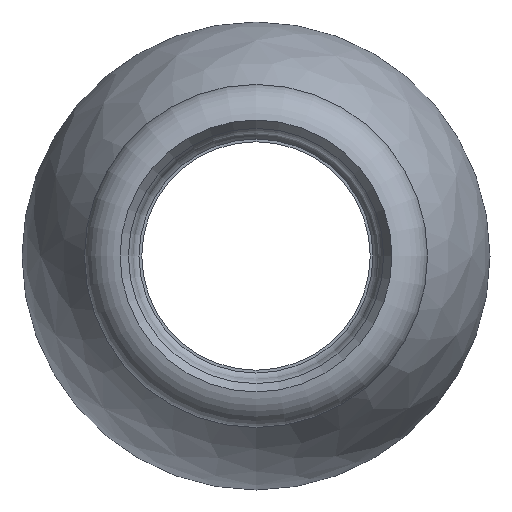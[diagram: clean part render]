
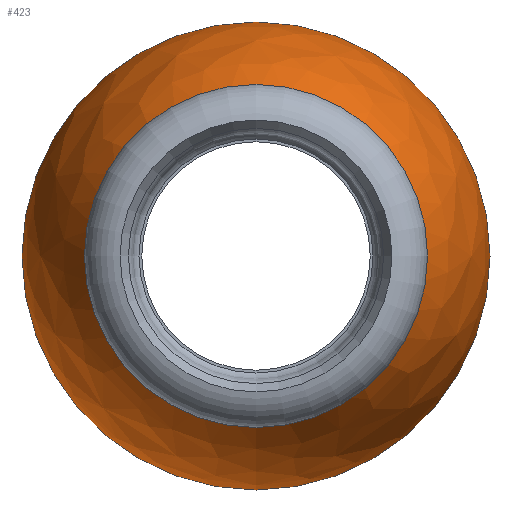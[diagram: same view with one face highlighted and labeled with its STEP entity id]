
A CAD part, left-side view. The second image highlights one B-rep face of the part: STEP entity #423.
In plain terms, the highlighted free-form (B-spline) face has degree [2, 2] with [3, 9] control points.
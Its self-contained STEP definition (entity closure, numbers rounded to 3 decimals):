
#16=(
BOUNDED_SURFACE()
B_SPLINE_SURFACE(2,2,((#839,#840,#841,#842,#843,#844,#845,#846,#847),(#848,
#849,#850,#851,#852,#853,#854,#855,#856),(#857,#858,#859,#860,#861,#862,
#863,#864,#865)),.UNSPECIFIED.,.F.,.T.,.F.)
B_SPLINE_SURFACE_WITH_KNOTS((3,3),(3,2,2,2,3),(0.,0.558),
(-3.142,-1.571,0.,1.571,3.142),
 .UNSPECIFIED.)
GEOMETRIC_REPRESENTATION_ITEM()
RATIONAL_B_SPLINE_SURFACE(((1.,0.707,1.,0.707,1.,
0.707,1.,0.707,1.),(0.961,0.68,
0.961,0.68,0.961,0.68,0.961,
0.68,0.961),(1.,0.707,1.,0.707,
1.,0.707,1.,0.707,1.)))
REPRESENTATION_ITEM('')
SURFACE()
);
#66=FACE_OUTER_BOUND('',#88,.T.);
#88=EDGE_LOOP('',(#385,#386,#387,#388,#389,#390));
#142=CIRCLE('',#514,21.);
#143=CIRCLE('',#515,21.);
#144=CIRCLE('',#516,14.504);
#145=CIRCLE('',#517,14.504);
#146=CIRCLE('',#518,42.839);
#193=VERTEX_POINT('',#834);
#194=VERTEX_POINT('',#835);
#195=VERTEX_POINT('',#866);
#196=VERTEX_POINT('',#867);
#257=EDGE_CURVE('',#193,#194,#142,.T.);
#258=EDGE_CURVE('',#194,#193,#143,.T.);
#260=EDGE_CURVE('',#195,#196,#144,.T.);
#261=EDGE_CURVE('',#196,#195,#145,.T.);
#262=EDGE_CURVE('',#196,#194,#146,.T.);
#385=ORIENTED_EDGE('',*,*,#260,.F.);
#386=ORIENTED_EDGE('',*,*,#261,.F.);
#387=ORIENTED_EDGE('',*,*,#262,.T.);
#388=ORIENTED_EDGE('',*,*,#258,.T.);
#389=ORIENTED_EDGE('',*,*,#257,.T.);
#390=ORIENTED_EDGE('',*,*,#262,.F.);
#423=ADVANCED_FACE('',(#66),#16,.F.);
#514=AXIS2_PLACEMENT_3D('',#836,#669,#670);
#515=AXIS2_PLACEMENT_3D('',#837,#671,#672);
#516=AXIS2_PLACEMENT_3D('',#868,#674,#675);
#517=AXIS2_PLACEMENT_3D('',#869,#676,#677);
#518=AXIS2_PLACEMENT_3D('',#870,#678,#679);
#669=DIRECTION('center_axis',(-1.,0.,0.));
#670=DIRECTION('ref_axis',(0.,0.,1.));
#671=DIRECTION('center_axis',(-1.,0.,0.));
#672=DIRECTION('ref_axis',(0.,0.,1.));
#674=DIRECTION('center_axis',(-1.,0.,0.));
#675=DIRECTION('ref_axis',(0.,0.,1.));
#676=DIRECTION('center_axis',(-1.,0.,0.));
#677=DIRECTION('ref_axis',(0.,0.,1.));
#678=DIRECTION('center_axis',(0.,-1.,0.));
#679=DIRECTION('ref_axis',(0.,0.,-1.));
#834=CARTESIAN_POINT('',(61.5,0.,21.));
#835=CARTESIAN_POINT('',(61.5,0.,-21.));
#836=CARTESIAN_POINT('Origin',(61.5,0.,0.));
#837=CARTESIAN_POINT('Origin',(61.5,0.,0.));
#839=CARTESIAN_POINT('Ctrl Pts',(61.5,0.,-21.));
#840=CARTESIAN_POINT('Ctrl Pts',(61.5,-21.,-21.));
#841=CARTESIAN_POINT('Ctrl Pts',(61.5,-21.,0.));
#842=CARTESIAN_POINT('Ctrl Pts',(61.5,-21.,21.));
#843=CARTESIAN_POINT('Ctrl Pts',(61.5,0.,21.));
#844=CARTESIAN_POINT('Ctrl Pts',(61.5,21.,21.));
#845=CARTESIAN_POINT('Ctrl Pts',(61.5,21.,0.));
#846=CARTESIAN_POINT('Ctrl Pts',(61.5,21.,-21.));
#847=CARTESIAN_POINT('Ctrl Pts',(61.5,0.,-21.));
#848=CARTESIAN_POINT('Ctrl Pts',(49.23,0.,
-21.));
#849=CARTESIAN_POINT('Ctrl Pts',(49.23,-21.,-21.));
#850=CARTESIAN_POINT('Ctrl Pts',(49.23,-21.,0.));
#851=CARTESIAN_POINT('Ctrl Pts',(49.23,-21.,21.));
#852=CARTESIAN_POINT('Ctrl Pts',(49.23,0.,
21.));
#853=CARTESIAN_POINT('Ctrl Pts',(49.23,21.,21.));
#854=CARTESIAN_POINT('Ctrl Pts',(49.23,21.,0.));
#855=CARTESIAN_POINT('Ctrl Pts',(49.23,21.,-21.));
#856=CARTESIAN_POINT('Ctrl Pts',(49.23,0.,
-21.));
#857=CARTESIAN_POINT('Ctrl Pts',(38.82,0.,
-14.504));
#858=CARTESIAN_POINT('Ctrl Pts',(38.82,-14.504,-14.504));
#859=CARTESIAN_POINT('Ctrl Pts',(38.82,-14.504,0.));
#860=CARTESIAN_POINT('Ctrl Pts',(38.82,-14.504,14.504));
#861=CARTESIAN_POINT('Ctrl Pts',(38.82,0.,
14.504));
#862=CARTESIAN_POINT('Ctrl Pts',(38.82,14.504,14.504));
#863=CARTESIAN_POINT('Ctrl Pts',(38.82,14.504,0.));
#864=CARTESIAN_POINT('Ctrl Pts',(38.82,14.504,-14.504));
#865=CARTESIAN_POINT('Ctrl Pts',(38.82,0.,
-14.504));
#866=CARTESIAN_POINT('',(38.82,0.,14.504));
#867=CARTESIAN_POINT('',(38.82,0.,-14.504));
#868=CARTESIAN_POINT('Origin',(38.82,0.,0.));
#869=CARTESIAN_POINT('Origin',(38.82,0.,0.));
#870=CARTESIAN_POINT('Origin',(61.5,0.,21.839));
